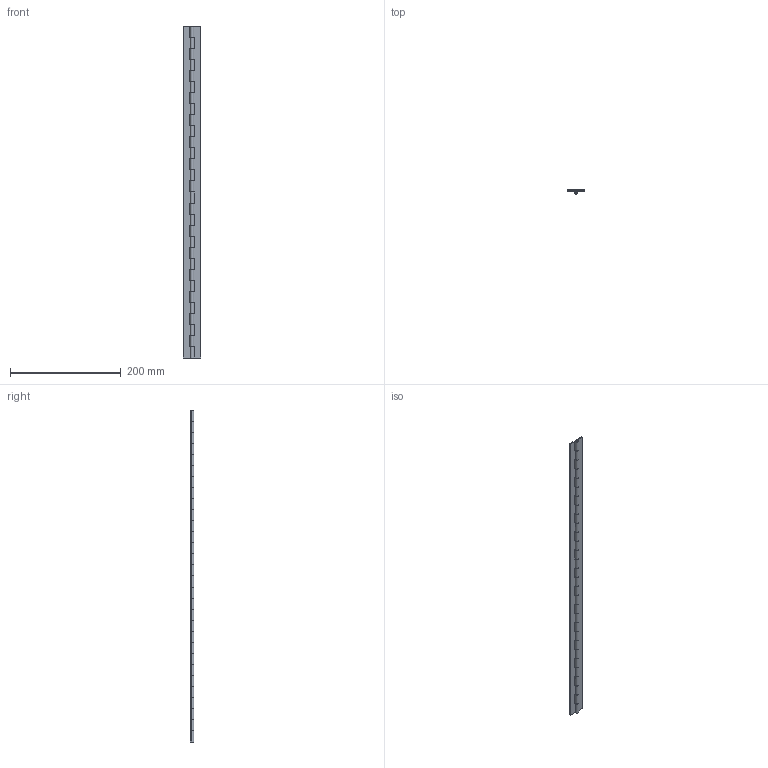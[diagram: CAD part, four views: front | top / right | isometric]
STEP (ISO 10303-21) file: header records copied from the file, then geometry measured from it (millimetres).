
FILE_DESCRIPTION((''),'2;1');
FILE_NAME('','2005-04-20T10:08:36',(''),(''),'','CADfix','');
FILE_SCHEMA(('AUTOMOTIVE_DESIGN'));
Length unit declared in the file: millimetre
Products named in the file (4): shaft; hinge piece_B; hinge piece_A; TH_76SUS_5_15639_36
Assembly tree (3 placements, depth 2):
  TH_76SUS_5_15639_36
    shaft
    hinge piece_B
    hinge piece_A
Bounding box: 32 x 6.5 x 600 mm (x, y, z)
Volume: 42826.9 mm3; surface area: 61228.7 mm2
Topology: 3 solids, 3 shells, 192 faces, 562 edges, 376 vertices
Faces by surface type: bspline 192
Entity records: 7059 total; most frequent: CARTESIAN_POINT 3750, ORIENTED_EDGE 1124, EDGE_CURVE 562, QUASI_UNIFORM_CURVE 434, VERTEX_POINT 376, EDGE_LOOP 192, FACE_OUTER_BOUND 192, ADVANCED_FACE 192
